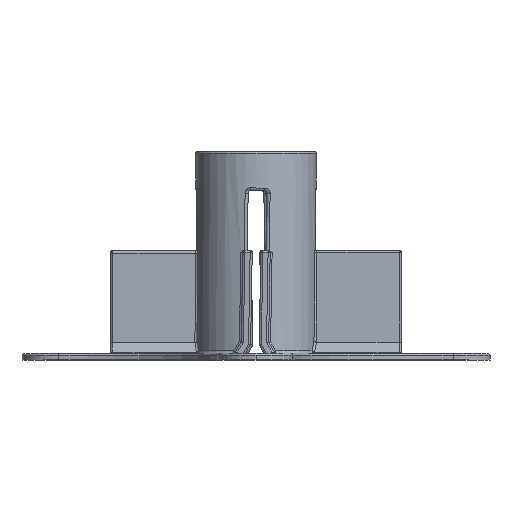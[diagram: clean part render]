
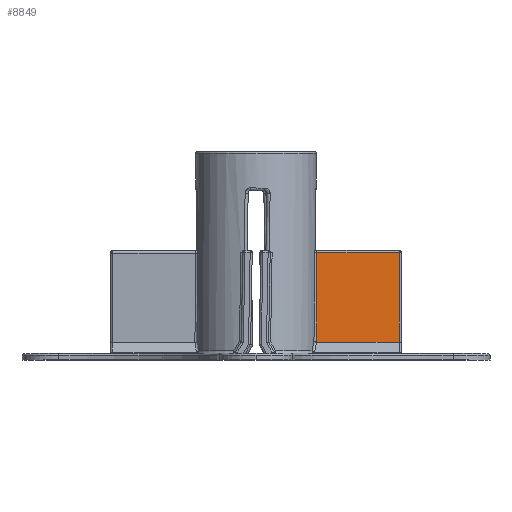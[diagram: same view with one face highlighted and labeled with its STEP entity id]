
A CAD part, top view. The second image highlights one B-rep face of the part: STEP entity #8849.
In plain terms, the highlighted planar face has unit normal (0, 0.018, 1).
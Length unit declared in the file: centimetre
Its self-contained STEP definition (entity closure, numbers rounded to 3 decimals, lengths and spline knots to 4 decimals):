
#31 = ORIENTED_EDGE ( 'NONE', *, *, #1413, .T. ) ;
#262 = DIRECTION ( 'NONE',  ( 0., -0.017, -1. ) ) ;
#320 = VERTEX_POINT ( 'NONE', #5016 ) ;
#472 = CARTESIAN_POINT ( 'NONE',  ( 5.575, 4.1263, 0.5054 ) ) ;
#591 = VECTOR ( 'NONE', #7994, 100. ) ;
#662 = DIRECTION ( 'NONE',  ( -1., 0., 0. ) ) ;
#975 = FACE_OUTER_BOUND ( 'NONE', #3451, .T. ) ;
#1065 = ORIENTED_EDGE ( 'NONE', *, *, #2370, .T. ) ;
#1087 = CARTESIAN_POINT ( 'NONE',  ( 2.3327, 2.9759, 0.5255 ) ) ;
#1159 = LINE ( 'NONE', #10333, #7424 ) ;
#1413 = EDGE_CURVE ( 'NONE', #10277, #320, #8822, .T. ) ;
#1429 = ORIENTED_EDGE ( 'NONE', *, *, #1869, .T. ) ;
#1869 = EDGE_CURVE ( 'NONE', #320, #10004, #11443, .T. ) ;
#2066 = CARTESIAN_POINT ( 'NONE',  ( 2.3229, 0.6871, 0.5655 ) ) ;
#2261 = VERTEX_POINT ( 'NONE', #6247 ) ;
#2370 = EDGE_CURVE ( 'NONE', #7391, #2261, #10793, .T. ) ;
#3315 = ORIENTED_EDGE ( 'NONE', *, *, #6973, .T. ) ;
#3451 = EDGE_LOOP ( 'NONE', ( #7268, #31, #1429, #3315, #1065 ) ) ;
#3766 = CARTESIAN_POINT ( 'NONE',  ( 2.3379, 4.1263, 0.5054 ) ) ;
#3789 = CARTESIAN_POINT ( 'NONE',  ( 2.3242, 0.687, 0.5655 ) ) ;
#3829 = CARTESIAN_POINT ( 'NONE',  ( 5.575, 4.2063, 0.504 ) ) ;
#4314 = AXIS2_PLACEMENT_3D ( 'NONE', #3829, #262, #7510 ) ;
#4368 = CARTESIAN_POINT ( 'NONE',  ( 5.495, 4.2063, 0.504 ) ) ;
#4707 = VECTOR ( 'NONE', #662, 100. ) ;
#5016 = CARTESIAN_POINT ( 'NONE',  ( 5.495, 4.1263, 0.5054 ) ) ;
#5686 = DIRECTION ( 'NONE',  ( -1., 0., 0. ) ) ;
#6247 = CARTESIAN_POINT ( 'NONE',  ( 2.3256, 0.687, 0.5655 ) ) ;
#6660 = EDGE_CURVE ( 'NONE', #10277, #2261, #1159, .T. ) ;
#6920 = CARTESIAN_POINT ( 'NONE',  ( 2.3215, 0.6872, 0.5655 ) ) ;
#6973 = EDGE_CURVE ( 'NONE', #10004, #7391, #10893, .T. ) ;
#7268 = ORIENTED_EDGE ( 'NONE', *, *, #6660, .F. ) ;
#7391 = VERTEX_POINT ( 'NONE', #6920 ) ;
#7424 = VECTOR ( 'NONE', #5686, 100. ) ;
#7510 = DIRECTION ( 'NONE',  ( 0., -1., 0.017 ) ) ;
#7994 = DIRECTION ( 'NONE',  ( 0., 1., -0.017 ) ) ;
#8822 = LINE ( 'NONE', #4368, #591 ) ;
#8849 = ADVANCED_FACE ( 'NONE', ( #975 ), #10084, .F. ) ;
#10004 = VERTEX_POINT ( 'NONE', #10278 ) ;
#10084 = PLANE ( 'NONE',  #4314 ) ;
#10109 = CARTESIAN_POINT ( 'NONE',  ( 2.3256, 0.687, 0.5655 ) ) ;
#10142 = CARTESIAN_POINT ( 'NONE',  ( 2.3215, 0.6872, 0.5655 ) ) ;
#10277 = VERTEX_POINT ( 'NONE', #11266 ) ;
#10278 = CARTESIAN_POINT ( 'NONE',  ( 2.3379, 4.1263, 0.5054 ) ) ;
#10283 = CARTESIAN_POINT ( 'NONE',  ( 2.3215, 0.6872, 0.5655 ) ) ;
#10333 = CARTESIAN_POINT ( 'NONE',  ( 5.575, 0.687, 0.5655 ) ) ;
#10793 = B_SPLINE_CURVE_WITH_KNOTS ( 'NONE', 3,
 ( #10283, #2066, #3789, #10109 ),
 .UNSPECIFIED., .F., .F.,
 ( 4, 4 ),
 ( 0., 0. ),
 .UNSPECIFIED. ) ;
#10893 =( BOUNDED_CURVE ( )  B_SPLINE_CURVE ( 3, ( #3766, #1087, #11156, #10142 ),
 .UNSPECIFIED., .F., .F. ) 
 B_SPLINE_CURVE_WITH_KNOTS ( ( 4, 4 ),
 ( 4.9658, 4.9915 ),
 .UNSPECIFIED. ) 
 CURVE ( )  GEOMETRIC_REPRESENTATION_ITEM ( )  RATIONAL_B_SPLINE_CURVE ( ( 1., 1., 1., 1. ) ) 
 REPRESENTATION_ITEM ( '' )  );
#11156 = CARTESIAN_POINT ( 'NONE',  ( 2.3272, 1.8295, 0.5455 ) ) ;
#11266 = CARTESIAN_POINT ( 'NONE',  ( 5.495, 0.687, 0.5655 ) ) ;
#11443 = LINE ( 'NONE', #472, #4707 ) ;
